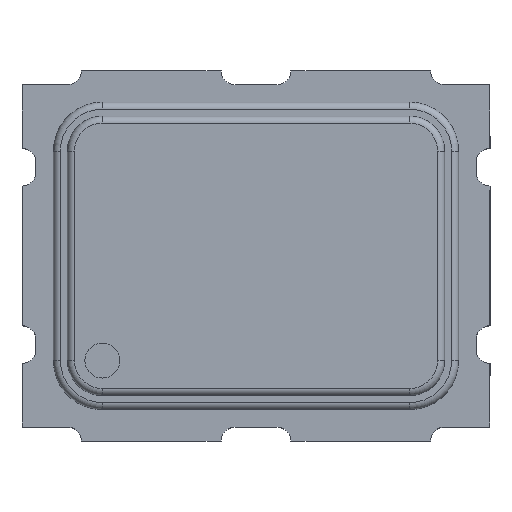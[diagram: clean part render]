
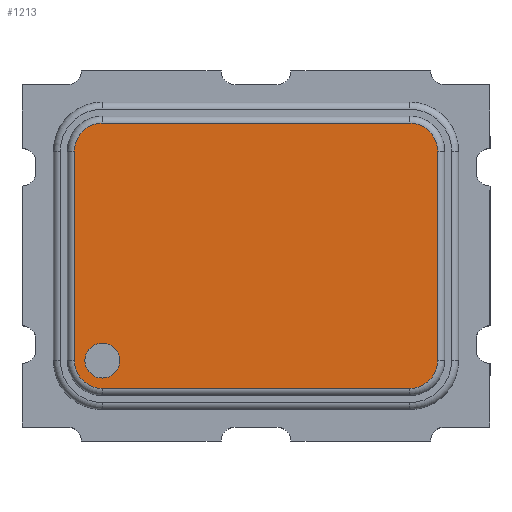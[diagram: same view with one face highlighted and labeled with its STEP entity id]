
A CAD part, top view. The second image highlights one B-rep face of the part: STEP entity #1213.
In plain terms, the highlighted planar face has unit normal (0, 0, 1).
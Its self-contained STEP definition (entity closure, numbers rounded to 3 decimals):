
#735=CARTESIAN_POINT('',(-0.975,-0.75,1.1));
#736=VERTEX_POINT('',#735);
#752=CARTESIAN_POINT('',(-1.225,-0.75,1.1));
#753=VERTEX_POINT('',#752);
#760=CARTESIAN_POINT('',(-1.1,-0.75,1.1));
#761=DIRECTION('',(0.0,0.0,-1.0));
#762=DIRECTION('',(1.0,0.0,0.0));
#763=AXIS2_PLACEMENT_3D('',#760,#761,#762);
#764=CIRCLE('',#763,0.125);
#765=EDGE_CURVE('',#736,#753,#764,.T.);
#797=CARTESIAN_POINT('',(-1.1,-0.75,1.1));
#798=DIRECTION('',(0.0,0.0,-1.0));
#799=DIRECTION('',(1.0,0.0,0.0));
#800=AXIS2_PLACEMENT_3D('',#797,#798,#799);
#801=CIRCLE('',#800,0.125);
#802=EDGE_CURVE('',#753,#736,#801,.T.);
#832=CARTESIAN_POINT('',(1.1,-0.95,1.1));
#833=VERTEX_POINT('',#832);
#841=CARTESIAN_POINT('',(-1.1,-0.95,1.1));
#842=VERTEX_POINT('',#841);
#843=CARTESIAN_POINT('',(1.1,-0.95,1.1));
#844=DIRECTION('',(-1.0,0.0,0.0));
#845=VECTOR('',#844,2.2);
#846=LINE('',#843,#845);
#847=EDGE_CURVE('',#833,#842,#846,.T.);
#874=CARTESIAN_POINT('',(1.3,-0.75,1.1));
#875=VERTEX_POINT('',#874);
#883=CARTESIAN_POINT('',(1.1,-0.75,1.1));
#884=DIRECTION('',(0.0,0.0,-1.0));
#885=DIRECTION('',(0.707,-0.707,0.0));
#886=AXIS2_PLACEMENT_3D('',#883,#884,#885);
#887=CIRCLE('',#886,0.2);
#888=EDGE_CURVE('',#875,#833,#887,.T.);
#906=CARTESIAN_POINT('',(-1.3,-0.75,1.1));
#907=VERTEX_POINT('',#906);
#925=CARTESIAN_POINT('',(-1.1,-0.75,1.1));
#926=DIRECTION('',(0.0,0.0,-1.0));
#927=DIRECTION('',(-0.707,-0.707,0.0));
#928=AXIS2_PLACEMENT_3D('',#925,#926,#927);
#929=CIRCLE('',#928,0.2);
#930=EDGE_CURVE('',#842,#907,#929,.T.);
#942=CARTESIAN_POINT('',(1.3,0.75,1.1));
#943=VERTEX_POINT('',#942);
#951=CARTESIAN_POINT('',(1.3,0.75,1.1));
#952=DIRECTION('',(0.0,-1.0,0.0));
#953=VECTOR('',#952,1.5);
#954=LINE('',#951,#953);
#955=EDGE_CURVE('',#943,#875,#954,.T.);
#972=CARTESIAN_POINT('',(-1.3,0.75,1.1));
#973=VERTEX_POINT('',#972);
#990=CARTESIAN_POINT('',(-1.3,-0.75,1.1));
#991=DIRECTION('',(0.0,1.0,0.0));
#992=VECTOR('',#991,1.5);
#993=LINE('',#990,#992);
#994=EDGE_CURVE('',#907,#973,#993,.T.);
#1006=CARTESIAN_POINT('',(1.1,0.95,1.1));
#1007=VERTEX_POINT('',#1006);
#1015=CARTESIAN_POINT('',(1.1,0.75,1.1));
#1016=DIRECTION('',(0.0,0.0,-1.0));
#1017=DIRECTION('',(0.707,0.707,0.0));
#1018=AXIS2_PLACEMENT_3D('',#1015,#1016,#1017);
#1019=CIRCLE('',#1018,0.2);
#1020=EDGE_CURVE('',#1007,#943,#1019,.T.);
#1038=CARTESIAN_POINT('',(-1.1,0.95,1.1));
#1039=VERTEX_POINT('',#1038);
#1057=CARTESIAN_POINT('',(-1.1,0.75,1.1));
#1058=DIRECTION('',(0.0,0.0,-1.0));
#1059=DIRECTION('',(-0.707,0.707,0.0));
#1060=AXIS2_PLACEMENT_3D('',#1057,#1058,#1059);
#1061=CIRCLE('',#1060,0.2);
#1062=EDGE_CURVE('',#973,#1039,#1061,.T.);
#1080=CARTESIAN_POINT('',(-1.1,0.95,1.1));
#1081=DIRECTION('',(1.0,0.0,0.0));
#1082=VECTOR('',#1081,2.2);
#1083=LINE('',#1080,#1082);
#1084=EDGE_CURVE('',#1039,#1007,#1083,.T.);
#1194=CARTESIAN_POINT('',(0.,0.,1.1));
#1195=DIRECTION('',(0.0,0.0,1.0));
#1196=DIRECTION('',(1.0,0.0,0.0));
#1197=AXIS2_PLACEMENT_3D('',#1194,#1195,#1196);
#1198=PLANE('',#1197);
#1199=ORIENTED_EDGE('',*,*,#847,.F.);
#1200=ORIENTED_EDGE('',*,*,#888,.F.);
#1201=ORIENTED_EDGE('',*,*,#955,.F.);
#1202=ORIENTED_EDGE('',*,*,#1020,.F.);
#1203=ORIENTED_EDGE('',*,*,#1084,.F.);
#1204=ORIENTED_EDGE('',*,*,#1062,.F.);
#1205=ORIENTED_EDGE('',*,*,#994,.F.);
#1206=ORIENTED_EDGE('',*,*,#930,.F.);
#1207=EDGE_LOOP('',(#1199,#1200,#1201,#1202,#1203,#1204,#1205,#1206));
#1208=FACE_OUTER_BOUND('',#1207,.T.);
#1209=ORIENTED_EDGE('',*,*,#802,.T.);
#1210=ORIENTED_EDGE('',*,*,#765,.T.);
#1211=EDGE_LOOP('',(#1209,#1210));
#1212=FACE_BOUND('',#1211,.T.);
#1213=ADVANCED_FACE('',(#1208,#1212),#1198,.T.);
